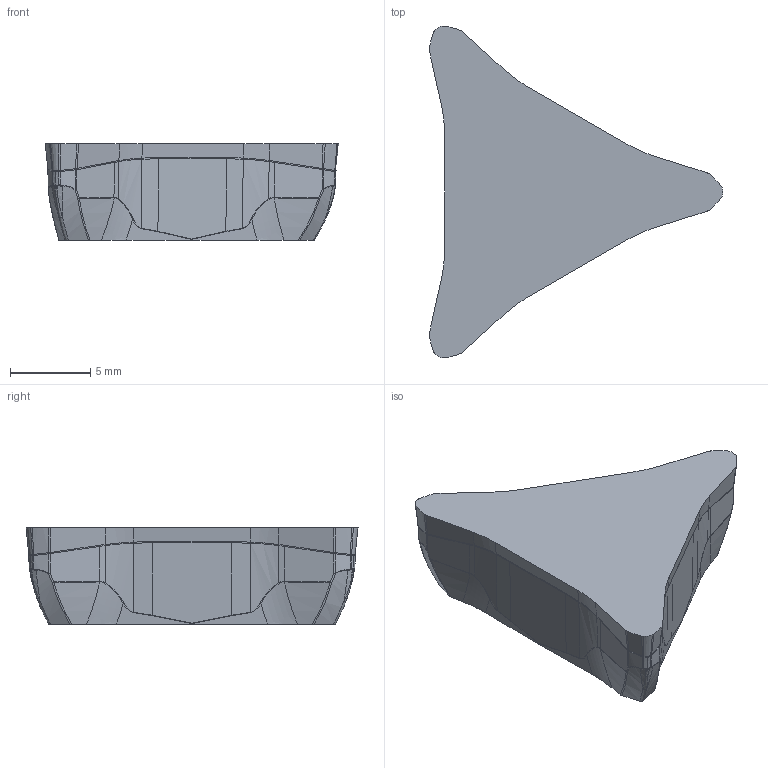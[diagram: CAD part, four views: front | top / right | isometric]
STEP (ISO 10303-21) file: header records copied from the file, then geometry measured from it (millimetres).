
FILE_DESCRIPTION(/* description */ (''),/* implementation_level */ '2;1');
FILE_NAME(/* name */ 'aaa332995_a.stp',/* time_stamp */ '2019-04-15T15:18:08+02:00',/* author */ (''),/* organization */ ('SMS'),/* preprocessor_version */ 'ST-DEVELOPER v15',/* originating_system */ 'SIEMENS PLM Software NX 8.5',/* authorisation */ '');
FILE_SCHEMA (('AUTOMOTIVE_DESIGN { 1 0 10303 214 3 1 1 1 }'));
Length unit declared in the file: millimetre
Products named in the file (1): AAA332995_A
Bounding box: 18.24 x 20.63 x 6 mm (x, y, z)
Volume: 979.3 mm3; surface area: 685.3 mm2
Topology: 1 solids, 1 shells, 326 faces, 772 edges, 450 vertices
Faces by surface type: bspline 234, cone 39, cylinder 21, plane 20, torus 6, sphere 6
Entity records: 13561 total; most frequent: CARTESIAN_POINT 7506, ORIENTED_EDGE 1542, DIRECTION 865, EDGE_CURVE 771, VERTEX_POINT 447, B_SPLINE_CURVE_WITH_KNOTS 376, AXIS2_PLACEMENT_3D 374, ADVANCED_FACE 326
